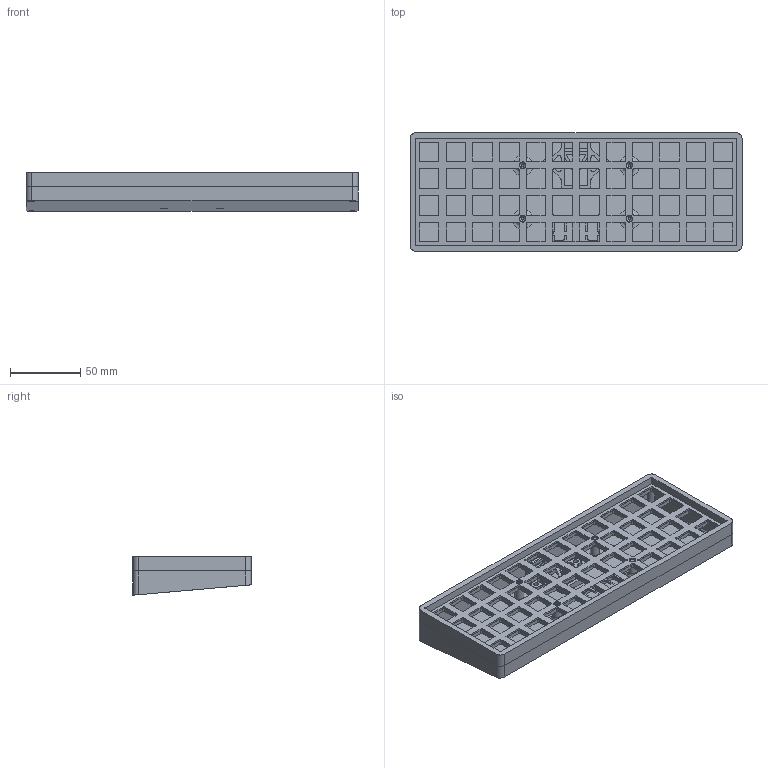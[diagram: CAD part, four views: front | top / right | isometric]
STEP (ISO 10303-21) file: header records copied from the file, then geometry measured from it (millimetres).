
FILE_DESCRIPTION(/* description */ (''),/* implementation_level */ '2;1');
FILE_NAME(/* name */ 'VOID40 Redux - Top - MIT.step',/* time_stamp */ '2023-06-13T13:21:21+03:00',/* author */ (''),/* organization */ (''),/* preprocessor_version */ 'ST-DEVELOPER v19.2',/* originating_system */ 'Autodesk Translation Framework v12.6.0.85',/* authorisation */ '');
FILE_SCHEMA (('AUTOMOTIVE_DESIGN { 1 0 10303 214 3 1 1 }'));
Length unit declared in the file: millimetre
Products named in the file (2): VOID40 Redux; VOID40 Redux Angled Controller Mount
Assembly tree (1 placements, depth 2):
  VOID40 Redux
    VOID40 Redux Angled Controller Mount
Bounding box: 236.85 x 84.45 x 27.39 mm (x, y, z)
Volume: 182696.8 mm3; surface area: 155770 mm2
Topology: 4 solids, 4 shells, 2016 faces, 5581 edges, 3690 vertices
Faces by surface type: plane 1023, cylinder 933, bspline 30, torus 18, cone 12
Full cylindrical faces by diameter (mm): 2.4 x14, 3.5 x14, 4 x8, 4.2 x4, 6.4 x4
Entity records: 66450 total; most frequent: CARTESIAN_POINT 12598, DIRECTION 11443, ORIENTED_EDGE 11146, EDGE_CURVE 5573, AXIS2_PLACEMENT_3D 3918, VERTEX_POINT 3690, LINE 3607, VECTOR 3607
